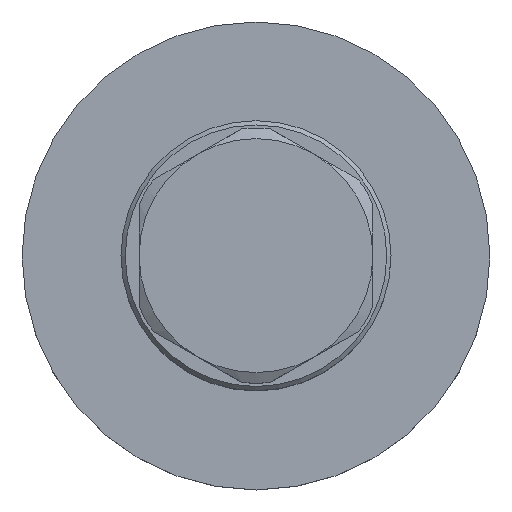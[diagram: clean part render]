
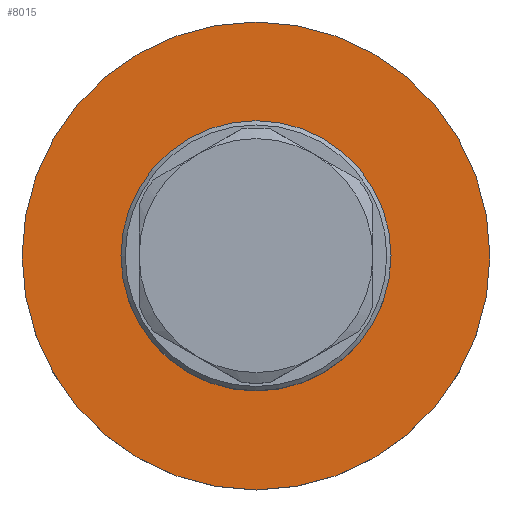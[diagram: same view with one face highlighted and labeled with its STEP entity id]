
A CAD part, top view. The second image highlights one B-rep face of the part: STEP entity #8015.
In plain terms, the highlighted planar face has unit normal (0, 0, 1).
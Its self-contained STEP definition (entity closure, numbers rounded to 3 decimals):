
#193 = CARTESIAN_POINT ( 'NONE',  ( -11., 0., -9.28 ) ) ;
#228 = CARTESIAN_POINT ( 'NONE',  ( 0., 6.35, -9.28 ) ) ;
#1243 = PLANE ( 'NONE',  #3006 ) ;
#1244 = CARTESIAN_POINT ( 'NONE',  ( -11.132, -11.132, -9.28 ) ) ;
#1245 = DIRECTION ( 'NONE',  ( 0., 0., 1. ) ) ;
#1247 = DIRECTION ( 'NONE',  ( 1., 0., 0. ) ) ;
#1727 = CARTESIAN_POINT ( 'NONE',  ( 0., 0., -9.28 ) ) ;
#1730 = DIRECTION ( 'NONE',  ( 0., 0., 1. ) ) ;
#1731 = DIRECTION ( 'NONE',  ( -1., 0., 0. ) ) ;
#1732 = CARTESIAN_POINT ( 'NONE',  ( 0., 0., -9.28 ) ) ;
#1733 = DIRECTION ( 'NONE',  ( 0., 0., -1. ) ) ;
#1734 = DIRECTION ( 'NONE',  ( 0., 1., 0. ) ) ;
#2171 = FACE_BOUND ( 'NONE', #3558, .T. ) ;
#2172 = FACE_OUTER_BOUND ( 'NONE', #3550, .T. ) ;
#2455 = ORIENTED_EDGE ( 'NONE', *, *, #8054, .T. ) ;
#2458 = ORIENTED_EDGE ( 'NONE', *, *, #8053, .T. ) ;
#3006 = AXIS2_PLACEMENT_3D ( 'NONE', #1244, #1245, #1247 ) ;
#3049 = CIRCLE ( 'NONE', #3050, 11. ) ;
#3050 = AXIS2_PLACEMENT_3D ( 'NONE', #1727, #1730, #1731 ) ;
#3051 = CIRCLE ( 'NONE', #3052, 6.35 ) ;
#3052 = AXIS2_PLACEMENT_3D ( 'NONE', #1732, #1733, #1734 ) ;
#3550 = EDGE_LOOP ( 'NONE', ( #2458 ) ) ;
#3558 = EDGE_LOOP ( 'NONE', ( #2455 ) ) ;
#8015 = ADVANCED_FACE ( 'NONE', ( #2171, #2172 ), #1243, .T. ) ;
#8053 = EDGE_CURVE ( 'NONE', #8418, #8418, #3049, .T. ) ;
#8054 = EDGE_CURVE ( 'NONE', #8419, #8419, #3051, .T. ) ;
#8418 = VERTEX_POINT ( 'NONE', #193 ) ;
#8419 = VERTEX_POINT ( 'NONE', #228 ) ;
